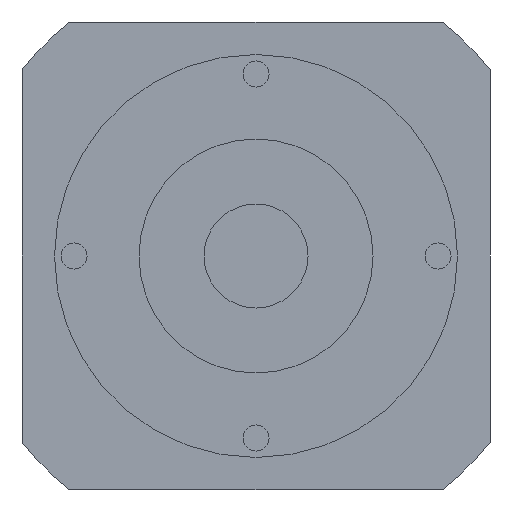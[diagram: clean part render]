
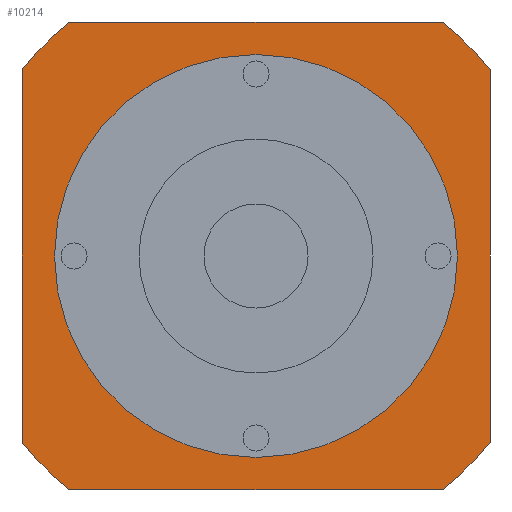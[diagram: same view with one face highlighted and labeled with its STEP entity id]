
A CAD part, front view. The second image highlights one B-rep face of the part: STEP entity #10214.
In plain terms, the highlighted planar face has unit normal (0, -1, 0).
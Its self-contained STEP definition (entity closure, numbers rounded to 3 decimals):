
#39 = ORIENTED_EDGE ( 'NONE', *, *, #7661, .T. ) ;
#544 = CARTESIAN_POINT ( 'NONE',  ( -90., 214., -71.589 ) ) ;
#556 = VERTEX_POINT ( 'NONE', #4540 ) ;
#590 = EDGE_CURVE ( 'NONE', #1926, #873, #12538, .T. ) ;
#609 = LINE ( 'NONE', #11302, #1755 ) ;
#635 = CARTESIAN_POINT ( 'NONE',  ( 0., 214., 77.5 ) ) ;
#873 = VERTEX_POINT ( 'NONE', #635 ) ;
#1155 = ORIENTED_EDGE ( 'NONE', *, *, #4969, .F. ) ;
#1397 = CARTESIAN_POINT ( 'NONE',  ( 0., 214., 0. ) ) ;
#1444 = DIRECTION ( 'NONE',  ( 0., -1., 0. ) ) ;
#1634 = LINE ( 'NONE', #13501, #5090 ) ;
#1755 = VECTOR ( 'NONE', #8779, 1000. ) ;
#1926 = VERTEX_POINT ( 'NONE', #11655 ) ;
#1952 = CARTESIAN_POINT ( 'NONE',  ( 0., 214., 0. ) ) ;
#2055 = CARTESIAN_POINT ( 'NONE',  ( 0., 214., 0. ) ) ;
#2133 = EDGE_CURVE ( 'NONE', #5423, #556, #3474, .T. ) ;
#2138 = VERTEX_POINT ( 'NONE', #5245 ) ;
#2298 = DIRECTION ( 'NONE',  ( 0., 0., -1. ) ) ;
#2401 = DIRECTION ( 'NONE',  ( 0., 0., -1. ) ) ;
#2663 = DIRECTION ( 'NONE',  ( 0., -1., 0. ) ) ;
#2736 = VERTEX_POINT ( 'NONE', #6745 ) ;
#3058 = CIRCLE ( 'NONE', #7357, 115. ) ;
#3075 = DIRECTION ( 'NONE',  ( 0., -1., 0. ) ) ;
#3135 = ORIENTED_EDGE ( 'NONE', *, *, #7963, .F. ) ;
#3231 = EDGE_CURVE ( 'NONE', #5423, #3759, #12702, .T. ) ;
#3239 = ORIENTED_EDGE ( 'NONE', *, *, #11524, .F. ) ;
#3474 = CIRCLE ( 'NONE', #4471, 115. ) ;
#3759 = VERTEX_POINT ( 'NONE', #8339 ) ;
#3833 = DIRECTION ( 'NONE',  ( 0., 0., -1. ) ) ;
#3893 = DIRECTION ( 'NONE',  ( 0., -1., 0. ) ) ;
#3965 = DIRECTION ( 'NONE',  ( 0., 0., -1. ) ) ;
#4025 = CIRCLE ( 'NONE', #6050, 115. ) ;
#4471 = AXIS2_PLACEMENT_3D ( 'NONE', #5329, #1444, #3833 ) ;
#4536 = CIRCLE ( 'NONE', #7828, 77.5 ) ;
#4540 = CARTESIAN_POINT ( 'NONE',  ( -71.589, 214., -90. ) ) ;
#4583 = DIRECTION ( 'NONE',  ( 0., 0., -1. ) ) ;
#4635 = EDGE_CURVE ( 'NONE', #873, #1926, #4536, .T. ) ;
#4969 = EDGE_CURVE ( 'NONE', #4989, #2736, #609, .T. ) ;
#4989 = VERTEX_POINT ( 'NONE', #10491 ) ;
#5039 = EDGE_LOOP ( 'NONE', ( #7010, #12471 ) ) ;
#5090 = VECTOR ( 'NONE', #6544, 1000. ) ;
#5156 = FACE_OUTER_BOUND ( 'NONE', #10887, .T. ) ;
#5245 = CARTESIAN_POINT ( 'NONE',  ( 90., 214., -71.589 ) ) ;
#5282 = CIRCLE ( 'NONE', #7300, 115. ) ;
#5329 = CARTESIAN_POINT ( 'NONE',  ( 0., 214., 0. ) ) ;
#5423 = VERTEX_POINT ( 'NONE', #544 ) ;
#5577 = ORIENTED_EDGE ( 'NONE', *, *, #13548, .T. ) ;
#6050 = AXIS2_PLACEMENT_3D ( 'NONE', #11849, #6715, #4583 ) ;
#6372 = CARTESIAN_POINT ( 'NONE',  ( 90., 214., 71.589 ) ) ;
#6510 = AXIS2_PLACEMENT_3D ( 'NONE', #11161, #3893, #3965 ) ;
#6544 = DIRECTION ( 'NONE',  ( -1., 0., 0. ) ) ;
#6715 = DIRECTION ( 'NONE',  ( 0., -1., 0. ) ) ;
#6745 = CARTESIAN_POINT ( 'NONE',  ( 71.589, 214., 90. ) ) ;
#6924 = CARTESIAN_POINT ( 'NONE',  ( -90., 214., 90. ) ) ;
#7010 = ORIENTED_EDGE ( 'NONE', *, *, #590, .F. ) ;
#7071 = DIRECTION ( 'NONE',  ( 0., -1., 0. ) ) ;
#7226 = CARTESIAN_POINT ( 'NONE',  ( 0., 214., 0. ) ) ;
#7300 = AXIS2_PLACEMENT_3D ( 'NONE', #1397, #2663, #14516 ) ;
#7357 = AXIS2_PLACEMENT_3D ( 'NONE', #1952, #3075, #11607 ) ;
#7661 = EDGE_CURVE ( 'NONE', #15447, #2138, #3058, .T. ) ;
#7828 = AXIS2_PLACEMENT_3D ( 'NONE', #2055, #11705, #2298 ) ;
#7963 = EDGE_CURVE ( 'NONE', #15447, #556, #1634, .T. ) ;
#7966 = CARTESIAN_POINT ( 'NONE',  ( 90., 214., 90. ) ) ;
#8246 = AXIS2_PLACEMENT_3D ( 'NONE', #7226, #7071, #2401 ) ;
#8281 = LINE ( 'NONE', #7966, #13600 ) ;
#8339 = CARTESIAN_POINT ( 'NONE',  ( -90., 214., 71.589 ) ) ;
#8352 = VECTOR ( 'NONE', #13882, 1000. ) ;
#8779 = DIRECTION ( 'NONE',  ( 1., 0., 0. ) ) ;
#9736 = VERTEX_POINT ( 'NONE', #6372 ) ;
#10214 = ADVANCED_FACE ( 'NONE', ( #14712, #5156 ), #12434, .T. ) ;
#10491 = CARTESIAN_POINT ( 'NONE',  ( -71.589, 214., 90. ) ) ;
#10571 = ORIENTED_EDGE ( 'NONE', *, *, #2133, .T. ) ;
#10887 = EDGE_LOOP ( 'NONE', ( #3135, #39, #3239, #14140, #1155, #5577, #11318, #10571 ) ) ;
#11161 = CARTESIAN_POINT ( 'NONE',  ( 0., 214., 0. ) ) ;
#11302 = CARTESIAN_POINT ( 'NONE',  ( -90., 214., 90. ) ) ;
#11318 = ORIENTED_EDGE ( 'NONE', *, *, #3231, .F. ) ;
#11524 = EDGE_CURVE ( 'NONE', #9736, #2138, #8281, .T. ) ;
#11607 = DIRECTION ( 'NONE',  ( 0., 0., -1. ) ) ;
#11655 = CARTESIAN_POINT ( 'NONE',  ( 0., 214., -77.5 ) ) ;
#11705 = DIRECTION ( 'NONE',  ( 0., -1., 0. ) ) ;
#11849 = CARTESIAN_POINT ( 'NONE',  ( 0., 214., 0. ) ) ;
#12373 = EDGE_CURVE ( 'NONE', #9736, #2736, #5282, .T. ) ;
#12434 = PLANE ( 'NONE',  #6510 ) ;
#12471 = ORIENTED_EDGE ( 'NONE', *, *, #4635, .F. ) ;
#12538 = CIRCLE ( 'NONE', #8246, 77.5 ) ;
#12702 = LINE ( 'NONE', #6924, #8352 ) ;
#13014 = DIRECTION ( 'NONE',  ( 0., 0., -1. ) ) ;
#13501 = CARTESIAN_POINT ( 'NONE',  ( -90., 214., -90. ) ) ;
#13548 = EDGE_CURVE ( 'NONE', #4989, #3759, #4025, .T. ) ;
#13600 = VECTOR ( 'NONE', #13014, 1000. ) ;
#13804 = CARTESIAN_POINT ( 'NONE',  ( 71.589, 214., -90. ) ) ;
#13882 = DIRECTION ( 'NONE',  ( 0., 0., 1. ) ) ;
#14140 = ORIENTED_EDGE ( 'NONE', *, *, #12373, .T. ) ;
#14516 = DIRECTION ( 'NONE',  ( 0., 0., -1. ) ) ;
#14712 = FACE_BOUND ( 'NONE', #5039, .T. ) ;
#15447 = VERTEX_POINT ( 'NONE', #13804 ) ;
